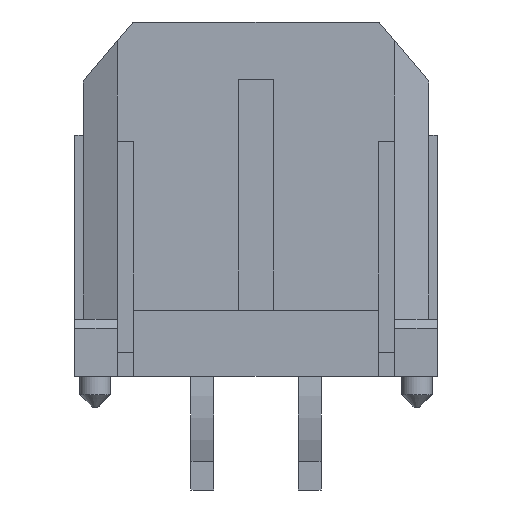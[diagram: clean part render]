
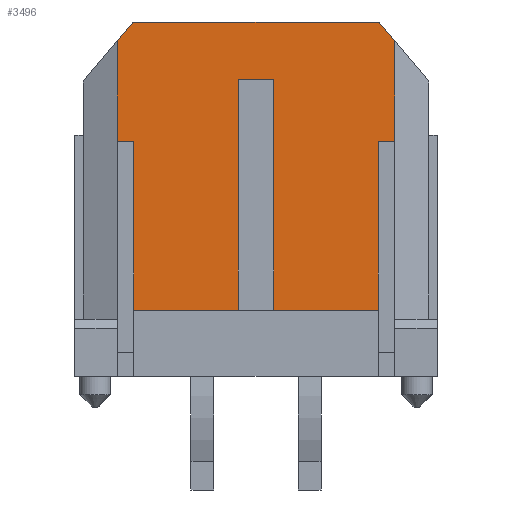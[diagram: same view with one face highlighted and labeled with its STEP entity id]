
A CAD part, front view. The second image highlights one B-rep face of the part: STEP entity #3496.
In plain terms, the highlighted planar face has unit normal (0, -1, 0).
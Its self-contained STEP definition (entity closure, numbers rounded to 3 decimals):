
#459=DIRECTION('',(1.,0.,0.));
#460=VECTOR('',#459,6.881);
#461=CARTESIAN_POINT('',(-3.44,-3.43,4.955));
#462=LINE('',#461,#460);
#703=DIRECTION('',(0.,0.,1.));
#704=VECTOR('',#703,2.822);
#705=CARTESIAN_POINT('',(3.875,-3.43,1.615));
#706=LINE('',#705,#704);
#707=DIRECTION('',(-1.,0.,0.));
#708=VECTOR('',#707,0.45);
#709=CARTESIAN_POINT('',(3.875,-3.43,1.615));
#710=LINE('',#709,#708);
#711=DIRECTION('',(0.,0.,1.));
#712=VECTOR('',#711,4.72);
#713=CARTESIAN_POINT('',(3.425,-3.43,-3.105));
#714=LINE('',#713,#712);
#715=DIRECTION('',(-1.,0.,0.));
#716=VECTOR('',#715,2.925);
#717=CARTESIAN_POINT('',(3.425,-3.43,-3.105));
#718=LINE('',#717,#716);
#719=DIRECTION('',(0.,0.,1.));
#720=VECTOR('',#719,6.46);
#721=CARTESIAN_POINT('',(0.5,-3.43,-3.105));
#722=LINE('',#721,#720);
#723=DIRECTION('',(-1.,0.,0.));
#724=VECTOR('',#723,1.);
#725=CARTESIAN_POINT('',(0.5,-3.43,3.355));
#726=LINE('',#725,#724);
#727=DIRECTION('',(0.,0.,1.));
#728=VECTOR('',#727,6.46);
#729=CARTESIAN_POINT('',(-0.5,-3.43,-3.105));
#730=LINE('',#729,#728);
#731=DIRECTION('',(-1.,0.,0.));
#732=VECTOR('',#731,2.925);
#733=CARTESIAN_POINT('',(-0.5,-3.43,-3.105));
#734=LINE('',#733,#732);
#735=DIRECTION('',(0.,0.,1.));
#736=VECTOR('',#735,4.72);
#737=CARTESIAN_POINT('',(-3.425,-3.43,-3.105));
#738=LINE('',#737,#736);
#739=DIRECTION('',(-1.,0.,0.));
#740=VECTOR('',#739,0.45);
#741=CARTESIAN_POINT('',(-3.425,-3.43,1.615));
#742=LINE('',#741,#740);
#743=DIRECTION('',(0.,0.,1.));
#744=VECTOR('',#743,2.822);
#745=CARTESIAN_POINT('',(-3.875,-3.43,1.615));
#746=LINE('',#745,#744);
#747=DIRECTION('',(0.643,0.,0.766));
#748=VECTOR('',#747,0.676);
#749=CARTESIAN_POINT('',(-3.875,-3.43,4.437));
#750=LINE('',#749,#748);
#751=DIRECTION('',(0.643,0.,-0.766));
#752=VECTOR('',#751,0.676);
#753=CARTESIAN_POINT('',(3.44,-3.43,4.955));
#754=LINE('',#753,#752);
#1923=CARTESIAN_POINT('',(3.44,-3.43,4.955));
#1925=VERTEX_POINT('',#1923);
#1931=CARTESIAN_POINT('',(-3.44,-3.43,4.955));
#1933=VERTEX_POINT('',#1931);
#2165=CARTESIAN_POINT('',(0.5,-3.43,-3.105));
#2166=CARTESIAN_POINT('',(0.5,-3.43,3.355));
#2167=VERTEX_POINT('',#2165);
#2168=VERTEX_POINT('',#2166);
#2169=CARTESIAN_POINT('',(-0.5,-3.43,3.355));
#2170=VERTEX_POINT('',#2169);
#2171=CARTESIAN_POINT('',(-0.5,-3.43,-3.105));
#2172=VERTEX_POINT('',#2171);
#2275=CARTESIAN_POINT('',(-3.425,-3.43,-3.105));
#2276=CARTESIAN_POINT('',(-3.425,-3.43,1.615));
#2277=VERTEX_POINT('',#2275);
#2278=VERTEX_POINT('',#2276);
#2279=CARTESIAN_POINT('',(3.425,-3.43,-3.105));
#2280=CARTESIAN_POINT('',(3.425,-3.43,1.615));
#2281=VERTEX_POINT('',#2279);
#2282=VERTEX_POINT('',#2280);
#2307=CARTESIAN_POINT('',(3.875,-3.43,1.615));
#2308=CARTESIAN_POINT('',(3.875,-3.43,4.437));
#2309=VERTEX_POINT('',#2307);
#2310=VERTEX_POINT('',#2308);
#2311=CARTESIAN_POINT('',(-3.875,-3.43,1.615));
#2312=CARTESIAN_POINT('',(-3.875,-3.43,4.437));
#2313=VERTEX_POINT('',#2311);
#2314=VERTEX_POINT('',#2312);
#3466=CARTESIAN_POINT('',(-4.825,-3.43,-4.955));
#3467=DIRECTION('',(0.,-1.,0.));
#3468=DIRECTION('',(1.,0.,0.));
#3469=AXIS2_PLACEMENT_3D('',#3466,#3467,#3468);
#3470=PLANE('',#3469);
#3472=ORIENTED_EDGE('',*,*,#3471,.F.);
#3474=ORIENTED_EDGE('',*,*,#3473,.T.);
#3476=ORIENTED_EDGE('',*,*,#3475,.F.);
#3478=ORIENTED_EDGE('',*,*,#3477,.T.);
#3480=ORIENTED_EDGE('',*,*,#3479,.T.);
#3482=ORIENTED_EDGE('',*,*,#3481,.T.);
#3484=ORIENTED_EDGE('',*,*,#3483,.F.);
#3486=ORIENTED_EDGE('',*,*,#3485,.T.);
#3488=ORIENTED_EDGE('',*,*,#3487,.T.);
#3489=ORIENTED_EDGE('',*,*,#3443,.T.);
#3490=ORIENTED_EDGE('',*,*,#3458,.T.);
#3491=ORIENTED_EDGE('',*,*,#3150,.T.);
#3492=ORIENTED_EDGE('',*,*,#3162,.T.);
#3493=ORIENTED_EDGE('',*,*,#3254,.T.);
#3494=EDGE_LOOP('',(#3472,#3474,#3476,#3478,#3480,#3482,#3484,#3486,#3488,#3489,
#3490,#3491,#3492,#3493));
#3495=FACE_OUTER_BOUND('',#3494,.F.);
#3496=ADVANCED_FACE('',(#3495),#3470,.T.);
#3150=EDGE_CURVE('',#2314,#1933,#750,.T.);
#3162=EDGE_CURVE('',#1933,#1925,#462,.T.);
#3254=EDGE_CURVE('',#1925,#2310,#754,.T.);
#3443=EDGE_CURVE('',#2278,#2313,#742,.T.);
#3458=EDGE_CURVE('',#2313,#2314,#746,.T.);
#3471=EDGE_CURVE('',#2309,#2310,#706,.T.);
#3473=EDGE_CURVE('',#2309,#2282,#710,.T.);
#3475=EDGE_CURVE('',#2281,#2282,#714,.T.);
#3477=EDGE_CURVE('',#2281,#2167,#718,.T.);
#3479=EDGE_CURVE('',#2167,#2168,#722,.T.);
#3481=EDGE_CURVE('',#2168,#2170,#726,.T.);
#3483=EDGE_CURVE('',#2172,#2170,#730,.T.);
#3485=EDGE_CURVE('',#2172,#2277,#734,.T.);
#3487=EDGE_CURVE('',#2277,#2278,#738,.T.);
